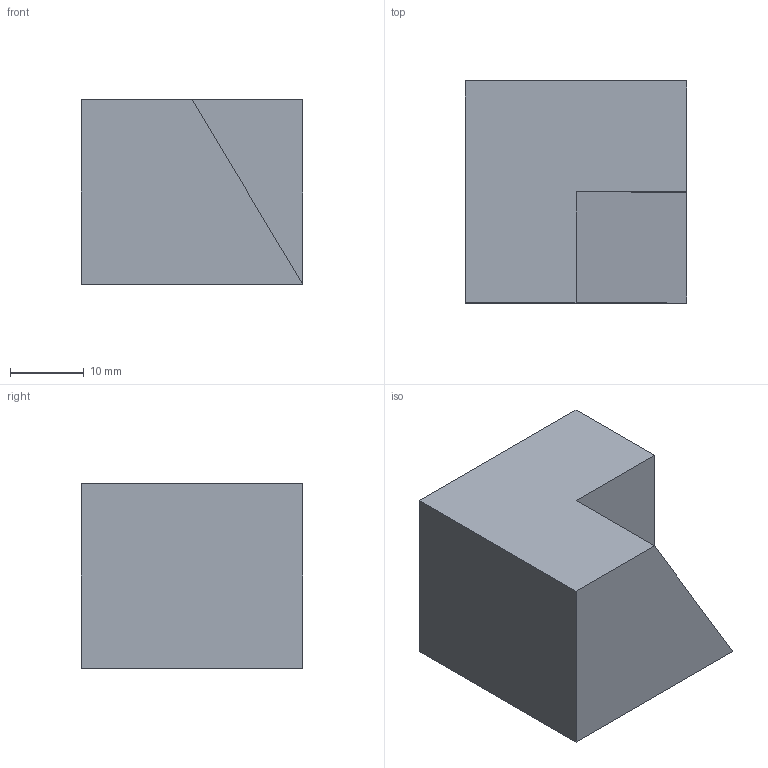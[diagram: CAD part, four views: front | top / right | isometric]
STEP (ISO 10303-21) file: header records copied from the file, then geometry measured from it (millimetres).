
FILE_DESCRIPTION(('FreeCAD Model'),'2;1');
FILE_NAME('Open CASCADE Shape Model','2022-07-20T19:09:07',(''),(''), 'Open CASCADE STEP processor 7.5','FreeCAD','Unknown');
FILE_SCHEMA(('AUTOMOTIVE_DESIGN { 1 0 10303 214 1 1 1 1 }'));
Length unit declared in the file: millimetre
Products named in the file (1): 3-Pieza-1
Bounding box: 30 x 30 x 25 mm (x, y, z)
Volume: 19687.5 mm3; surface area: 4637.3 mm2
Topology: 1 solids, 1 shells, 8 faces, 17 edges, 11 vertices
Faces by surface type: plane 8
Entity records: 452 total; most frequent: CARTESIAN_POINT 75, DIRECTION 65, LINE 47, VECTOR 47, ORIENTED_EDGE 34, PCURVE 34, DEFINITIONAL_REPRESENTATION 34, EDGE_CURVE 17
